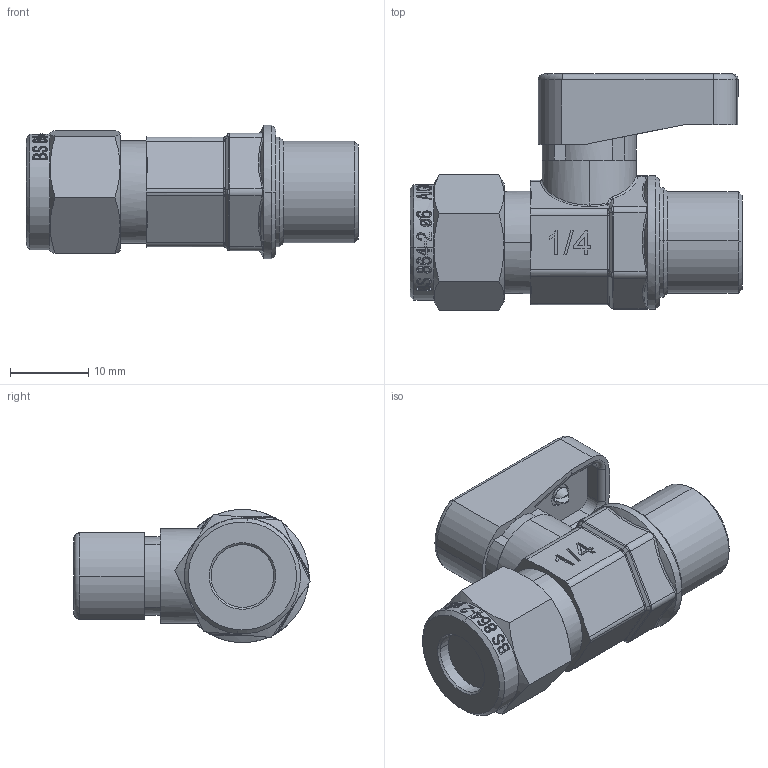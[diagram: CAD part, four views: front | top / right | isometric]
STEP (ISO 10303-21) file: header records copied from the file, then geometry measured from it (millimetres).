
FILE_DESCRIPTION (( 'STEP AP214' ), '1' );
FILE_NAME ('0643000002.step', '2012-10-02T16:31:55', ( '' ), ( '' ), 'SwSTEP 2.0', 'SolidWorks 2012', '' );
FILE_SCHEMA (( 'AUTOMOTIVE_DESIGN' ));
Length unit declared in the file: millimetre
Products named in the file (1): 0643000002
Bounding box: 42.35 x 30.13 x 17 mm (x, y, z)
Volume: 8803 mm3; surface area: 4475.8 mm2
Topology: 8 solids, 18 shells, 878 faces, 2243 edges, 1452 vertices
Faces by surface type: plane 383, bspline 286, cylinder 141, cone 38, torus 28, sphere 2
Entity records: 43265 total; most frequent: CARTESIAN_POINT 24162, ORIENTED_EDGE 4486, DIRECTION 3028, EDGE_CURVE 2243, VERTEX_POINT 1452, AXIS2_PLACEMENT_3D 1013, LINE 1002, VECTOR 1002
